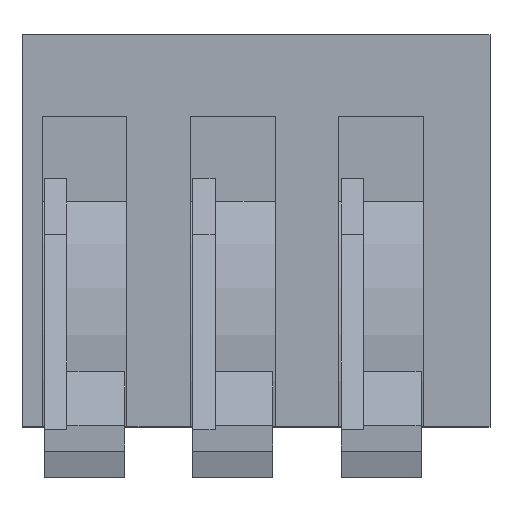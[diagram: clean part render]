
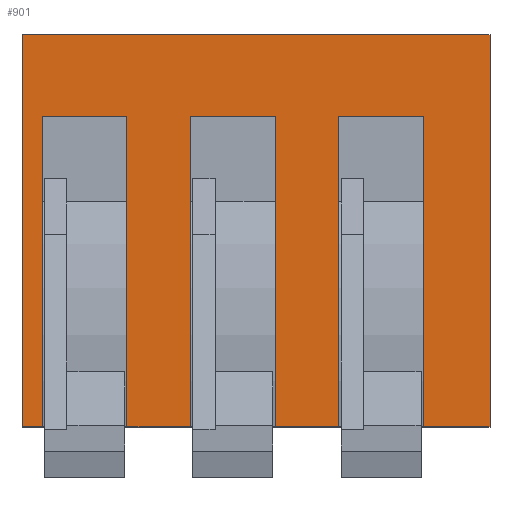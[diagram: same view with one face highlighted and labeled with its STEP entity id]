
A CAD part, top view. The second image highlights one B-rep face of the part: STEP entity #901.
In plain terms, the highlighted planar face has unit normal (0, 0, 1).
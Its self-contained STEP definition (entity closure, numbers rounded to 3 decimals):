
#812=AXIS2_PLACEMENT_3D('Plane Axis2P3D',#809,#810,#811) ;
#40=CARTESIAN_POINT('Vertex',(0.,3.452,37.13)) ;
#45=CARTESIAN_POINT('Line Origine',(0.,16.677,37.13)) ;
#49=CARTESIAN_POINT('Vertex',(0.,29.902,37.13)) ;
#84=CARTESIAN_POINT('Line Origine',(19.225,3.452,37.13)) ;
#88=CARTESIAN_POINT('Vertex',(17.075,3.452,37.13)) ;
#90=CARTESIAN_POINT('Vertex',(21.375,3.452,37.13)) ;
#118=CARTESIAN_POINT('Vertex',(11.375,3.452,37.13)) ;
#121=CARTESIAN_POINT('Line Origine',(9.225,3.452,37.13)) ;
#125=CARTESIAN_POINT('Vertex',(7.075,3.452,37.13)) ;
#146=CARTESIAN_POINT('Vertex',(1.375,3.452,37.13)) ;
#149=CARTESIAN_POINT('Line Origine',(0.688,3.452,37.13)) ;
#165=CARTESIAN_POINT('Vertex',(31.575,3.452,37.13)) ;
#168=CARTESIAN_POINT('Line Origine',(29.325,3.452,37.13)) ;
#172=CARTESIAN_POINT('Vertex',(27.075,3.452,37.13)) ;
#809=CARTESIAN_POINT('Axis2P3D Location',(-9.8,3.452,37.13)) ;
#814=CARTESIAN_POINT('Line Origine',(21.375,13.927,37.13)) ;
#818=CARTESIAN_POINT('Vertex',(21.375,24.402,37.13)) ;
#821=CARTESIAN_POINT('Line Origine',(24.225,24.402,37.13)) ;
#825=CARTESIAN_POINT('Vertex',(27.075,24.402,37.13)) ;
#828=CARTESIAN_POINT('Line Origine',(27.075,13.927,37.13)) ;
#833=CARTESIAN_POINT('Line Origine',(31.575,16.677,37.13)) ;
#837=CARTESIAN_POINT('Vertex',(31.575,29.902,37.13)) ;
#840=CARTESIAN_POINT('Line Origine',(15.788,29.902,37.13)) ;
#845=CARTESIAN_POINT('Line Origine',(1.375,13.927,37.13)) ;
#849=CARTESIAN_POINT('Vertex',(1.375,24.402,37.13)) ;
#852=CARTESIAN_POINT('Line Origine',(4.225,24.402,37.13)) ;
#856=CARTESIAN_POINT('Vertex',(7.075,24.402,37.13)) ;
#859=CARTESIAN_POINT('Line Origine',(7.075,13.927,37.13)) ;
#864=CARTESIAN_POINT('Line Origine',(11.375,13.927,37.13)) ;
#868=CARTESIAN_POINT('Vertex',(11.375,24.402,37.13)) ;
#871=CARTESIAN_POINT('Line Origine',(14.225,24.402,37.13)) ;
#875=CARTESIAN_POINT('Vertex',(17.075,24.402,37.13)) ;
#878=CARTESIAN_POINT('Line Origine',(17.075,13.927,37.13)) ;
#46=DIRECTION('Vector Direction',(0.,-1.,0.)) ;
#85=DIRECTION('Vector Direction',(1.,0.,0.)) ;
#122=DIRECTION('Vector Direction',(1.,0.,0.)) ;
#150=DIRECTION('Vector Direction',(1.,0.,0.)) ;
#169=DIRECTION('Vector Direction',(1.,0.,0.)) ;
#810=DIRECTION('Axis2P3D Direction',(0.,0.,-1.)) ;
#811=DIRECTION('Axis2P3D XDirection',(0.,1.,0.)) ;
#815=DIRECTION('Vector Direction',(0.,1.,0.)) ;
#822=DIRECTION('Vector Direction',(-1.,0.,0.)) ;
#829=DIRECTION('Vector Direction',(0.,1.,0.)) ;
#834=DIRECTION('Vector Direction',(0.,1.,0.)) ;
#841=DIRECTION('Vector Direction',(1.,0.,0.)) ;
#846=DIRECTION('Vector Direction',(0.,1.,0.)) ;
#853=DIRECTION('Vector Direction',(-1.,0.,0.)) ;
#860=DIRECTION('Vector Direction',(0.,1.,0.)) ;
#865=DIRECTION('Vector Direction',(0.,1.,0.)) ;
#872=DIRECTION('Vector Direction',(-1.,0.,0.)) ;
#879=DIRECTION('Vector Direction',(0.,1.,0.)) ;
#47=VECTOR('Line Direction',#46,1.) ;
#86=VECTOR('Line Direction',#85,1.) ;
#123=VECTOR('Line Direction',#122,1.) ;
#151=VECTOR('Line Direction',#150,1.) ;
#170=VECTOR('Line Direction',#169,1.) ;
#816=VECTOR('Line Direction',#815,1.) ;
#823=VECTOR('Line Direction',#822,1.) ;
#830=VECTOR('Line Direction',#829,1.) ;
#835=VECTOR('Line Direction',#834,1.) ;
#842=VECTOR('Line Direction',#841,1.) ;
#847=VECTOR('Line Direction',#846,1.) ;
#854=VECTOR('Line Direction',#853,1.) ;
#861=VECTOR('Line Direction',#860,1.) ;
#866=VECTOR('Line Direction',#865,1.) ;
#873=VECTOR('Line Direction',#872,1.) ;
#880=VECTOR('Line Direction',#879,1.) ;
#884=ORIENTED_EDGE('',*,*,#92,.T.) ;
#885=ORIENTED_EDGE('',*,*,#820,.T.) ;
#886=ORIENTED_EDGE('',*,*,#827,.F.) ;
#887=ORIENTED_EDGE('',*,*,#832,.F.) ;
#888=ORIENTED_EDGE('',*,*,#174,.T.) ;
#889=ORIENTED_EDGE('',*,*,#839,.T.) ;
#890=ORIENTED_EDGE('',*,*,#844,.F.) ;
#891=ORIENTED_EDGE('',*,*,#51,.T.) ;
#892=ORIENTED_EDGE('',*,*,#153,.T.) ;
#893=ORIENTED_EDGE('',*,*,#851,.T.) ;
#894=ORIENTED_EDGE('',*,*,#858,.F.) ;
#895=ORIENTED_EDGE('',*,*,#863,.F.) ;
#896=ORIENTED_EDGE('',*,*,#127,.T.) ;
#897=ORIENTED_EDGE('',*,*,#870,.T.) ;
#898=ORIENTED_EDGE('',*,*,#877,.F.) ;
#899=ORIENTED_EDGE('',*,*,#882,.F.) ;
#901=ADVANCED_FACE('HOUSING',(#900),#813,.F.) ;
#51=EDGE_CURVE('',#50,#41,#48,.T.) ;
#92=EDGE_CURVE('',#89,#91,#87,.T.) ;
#127=EDGE_CURVE('',#126,#119,#124,.T.) ;
#153=EDGE_CURVE('',#41,#147,#152,.T.) ;
#174=EDGE_CURVE('',#173,#166,#171,.T.) ;
#820=EDGE_CURVE('',#91,#819,#817,.T.) ;
#827=EDGE_CURVE('',#826,#819,#824,.T.) ;
#832=EDGE_CURVE('',#173,#826,#831,.T.) ;
#839=EDGE_CURVE('',#166,#838,#836,.T.) ;
#844=EDGE_CURVE('',#50,#838,#843,.T.) ;
#851=EDGE_CURVE('',#147,#850,#848,.T.) ;
#858=EDGE_CURVE('',#857,#850,#855,.T.) ;
#863=EDGE_CURVE('',#126,#857,#862,.T.) ;
#870=EDGE_CURVE('',#119,#869,#867,.T.) ;
#877=EDGE_CURVE('',#876,#869,#874,.T.) ;
#882=EDGE_CURVE('',#89,#876,#881,.T.) ;
#883=EDGE_LOOP('',(#884,#885,#886,#887,#888,#889,#890,#891,#892,#893,#894,#895,#896,#897,#898,#899)) ;
#900=FACE_OUTER_BOUND('',#883,.T.) ;
#48=LINE('Line',#45,#47) ;
#87=LINE('Line',#84,#86) ;
#124=LINE('Line',#121,#123) ;
#152=LINE('Line',#149,#151) ;
#171=LINE('Line',#168,#170) ;
#817=LINE('Line',#814,#816) ;
#824=LINE('Line',#821,#823) ;
#831=LINE('Line',#828,#830) ;
#836=LINE('Line',#833,#835) ;
#843=LINE('Line',#840,#842) ;
#848=LINE('Line',#845,#847) ;
#855=LINE('Line',#852,#854) ;
#862=LINE('Line',#859,#861) ;
#867=LINE('Line',#864,#866) ;
#874=LINE('Line',#871,#873) ;
#881=LINE('Line',#878,#880) ;
#813=PLANE('',#812) ;
#41=VERTEX_POINT('',#40) ;
#50=VERTEX_POINT('',#49) ;
#89=VERTEX_POINT('',#88) ;
#91=VERTEX_POINT('',#90) ;
#119=VERTEX_POINT('',#118) ;
#126=VERTEX_POINT('',#125) ;
#147=VERTEX_POINT('',#146) ;
#166=VERTEX_POINT('',#165) ;
#173=VERTEX_POINT('',#172) ;
#819=VERTEX_POINT('',#818) ;
#826=VERTEX_POINT('',#825) ;
#838=VERTEX_POINT('',#837) ;
#850=VERTEX_POINT('',#849) ;
#857=VERTEX_POINT('',#856) ;
#869=VERTEX_POINT('',#868) ;
#876=VERTEX_POINT('',#875) ;
